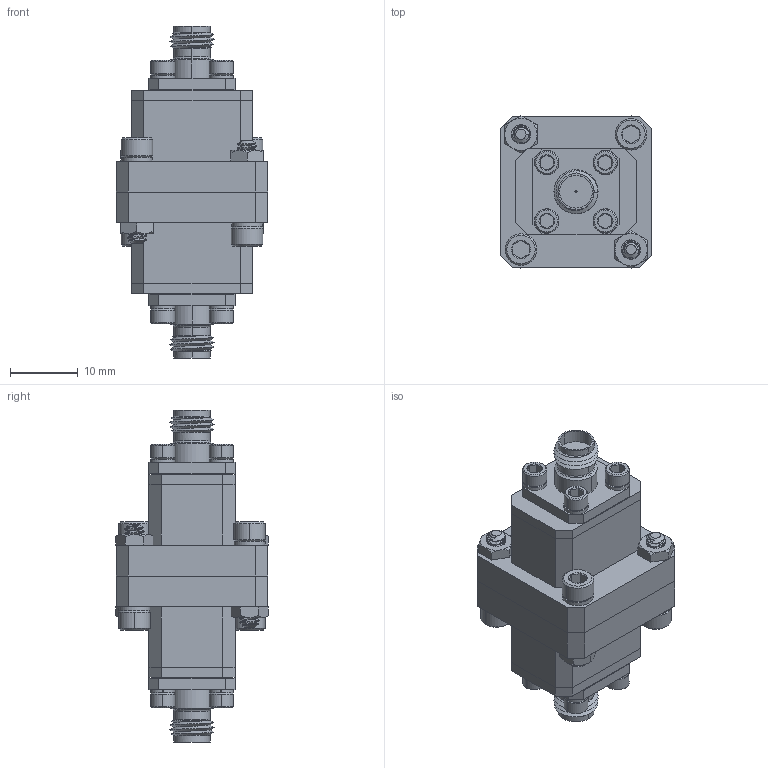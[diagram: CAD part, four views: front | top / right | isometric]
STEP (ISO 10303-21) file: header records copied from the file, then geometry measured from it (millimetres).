
FILE_DESCRIPTION (( 'STEP AP203' ), '1' );
FILE_NAME ('SCF-15312340-42KFKF-H1.STEP', '2019-06-25T17:46:56', ( '' ), ( '' ), 'SwSTEP 2.0', 'SolidWorks 2016', '' );
FILE_SCHEMA (( 'CONFIG_CONTROL_DESIGN' ));
Length unit declared in the file: inch
Products named in the file (1): SCF-15312340-42KFKF-H1
Bounding box: 22.35 x 22.52 x 49.02 mm (x, y, z)
Volume: 10245.3 mm3; surface area: 9343.9 mm2
Topology: 42 solids, 44 shells, 1714 faces, 4338 edges, 2728 vertices
Faces by surface type: cylinder 1016, cone 336, plane 330, bspline 28, torus 4
Entity records: 71583 total; most frequent: CARTESIAN_POINT 35151, ORIENTED_EDGE 8580, DIRECTION 6662, EDGE_CURVE 4290, VERTEX_POINT 2728, AXIS2_PLACEMENT_3D 2463, EDGE_LOOP 1834, LINE 1736
